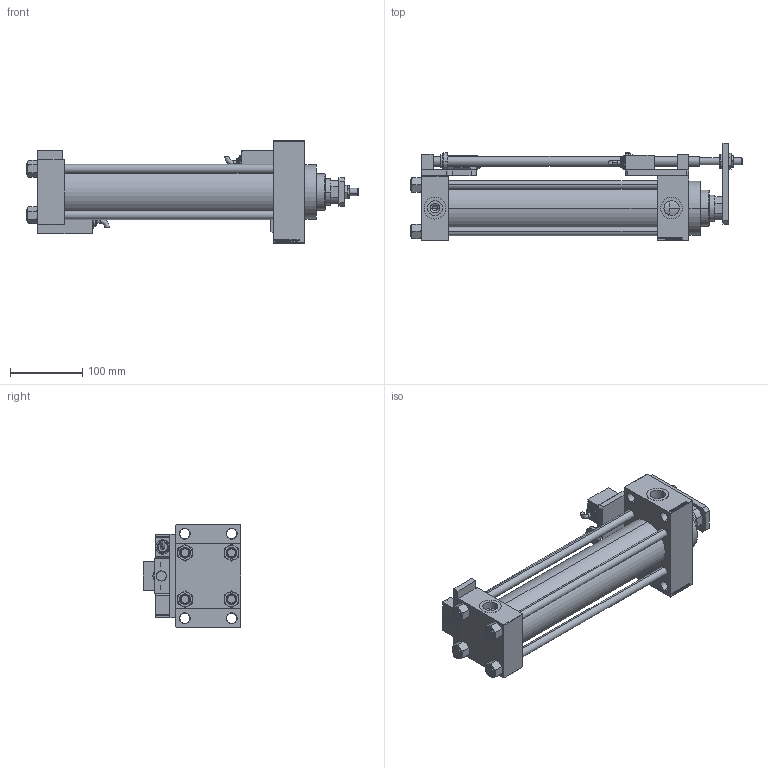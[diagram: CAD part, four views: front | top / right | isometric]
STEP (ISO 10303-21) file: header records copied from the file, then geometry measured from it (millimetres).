
FILE_DESCRIPTION (( 'STEP AP203' ), '1' );
FILE_NAME ('73e9.STEP', '2022-04-16T21:02:15', ( '' ), ( '' ), 'SwSTEP 2.0', 'SolidWorks 2019', '' );
FILE_SCHEMA (( 'CONFIG_CONTROL_DESIGN' ));
Length unit declared in the file: millimetre
Products named in the file (17): V215CD_SWITCH_Q_NUT fb54f2c789b5b838ae4f53476c120a0e; V215CD_SWITCH_Q_DIMA fb54f2c789b5b838ae4f53476c120a0e; V215CD_SWITCH_Q_PODLOZKA_BACK fb54f2c789b5b838ae4f53476c120a0e; V215CD_SWITCH_Q_NUT10 fb54f2c789b5b838ae4f53476c120a0e; V215CD_D_TYCINKA fb54f2c789b5b838ae4f53476c120a0e; V215CD_VC_A fb54f2c789b5b838ae4f53476c120a0e; V215CD_D_Body fb54f2c789b5b838ae4f53476c120a0e; V215CD_SWITCH_Q_SWITCH fb54f2c789b5b838ae4f53476c120a0e; Zatka_pro_OIL_PORT fb54f2c789b5b838ae4f53476c120a0e; V215CD_SWITCH_Q_TYC fb54f2c789b5b838ae4f53476c120a0e; V215CD_SWITCH_Q_MAGNET fb54f2c789b5b838ae4f53476c120a0e; V215CD_SWITCH_Q_BLOK fb54f2c789b5b838ae4f53476c120a0e; V215CD_SWITCH_Q_PODLOZKA_FRONT fb54f2c789b5b838ae4f53476c120a0e; 73e9; V215CD_SWITCH_Q_ZARAZKA fb54f2c789b5b838ae4f53476c120a0e; V215CD_NUT_M5_D fb54f2c789b5b838ae4f53476c120a0e; V215CD_VCP_D fb54f2c789b5b838ae4f53476c120a0e
Assembly tree (25 placements, depth 2):
  73e9
    V215CD_D_Body fb54f2c789b5b838ae4f53476c120a0e
    V215CD_VC_A fb54f2c789b5b838ae4f53476c120a0e
    V215CD_VCP_D fb54f2c789b5b838ae4f53476c120a0e
    V215CD_D_TYCINKA fb54f2c789b5b838ae4f53476c120a0e  x4
    V215CD_NUT_M5_D fb54f2c789b5b838ae4f53476c120a0e  x4
    V215CD_SWITCH_Q_BLOK fb54f2c789b5b838ae4f53476c120a0e  x2
    V215CD_SWITCH_Q_DIMA fb54f2c789b5b838ae4f53476c120a0e
    V215CD_SWITCH_Q_MAGNET fb54f2c789b5b838ae4f53476c120a0e  x2
    V215CD_SWITCH_Q_NUT fb54f2c789b5b838ae4f53476c120a0e
    V215CD_SWITCH_Q_NUT10 fb54f2c789b5b838ae4f53476c120a0e
    V215CD_SWITCH_Q_PODLOZKA_BACK fb54f2c789b5b838ae4f53476c120a0e
    V215CD_SWITCH_Q_PODLOZKA_FRONT fb54f2c789b5b838ae4f53476c120a0e
    V215CD_SWITCH_Q_SWITCH fb54f2c789b5b838ae4f53476c120a0e  x2
    V215CD_SWITCH_Q_TYC fb54f2c789b5b838ae4f53476c120a0e
    V215CD_SWITCH_Q_ZARAZKA fb54f2c789b5b838ae4f53476c120a0e
    Zatka_pro_OIL_PORT fb54f2c789b5b838ae4f53476c120a0e
Bounding box: 459.5 x 135 x 142 mm (x, y, z)
Volume: 1888001.4 mm3; surface area: 458646.1 mm2
Topology: 25 solids, 25 shells, 1387 faces, 3397 edges, 2192 vertices
Faces by surface type: plane 644, bspline 368, cone 175, cylinder 164, torus 36
Entity records: 54837 total; most frequent: CARTESIAN_POINT 26549, ORIENTED_EDGE 5962, DIRECTION 4246, EDGE_CURVE 2981, VERTEX_POINT 1944, VECTOR 1756, LINE 1756, EDGE_LOOP 1359
